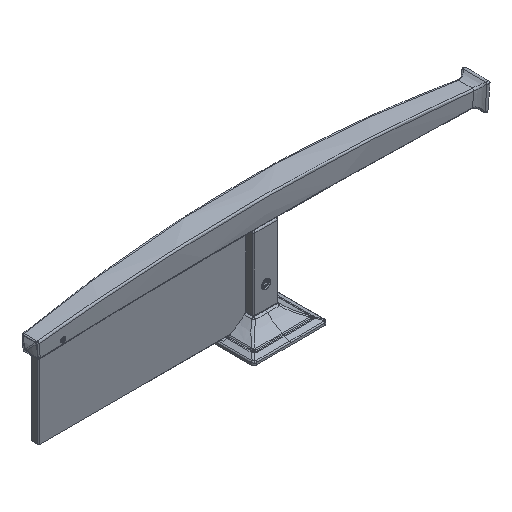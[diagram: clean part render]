
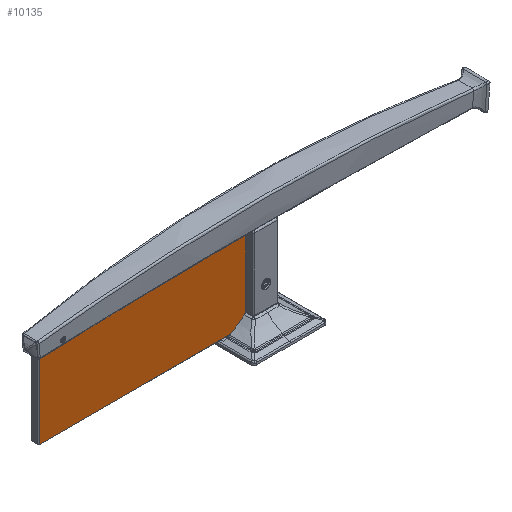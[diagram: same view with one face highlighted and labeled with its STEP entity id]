
A CAD part, isometric view. The second image highlights one B-rep face of the part: STEP entity #10135.
In plain terms, the highlighted planar face has unit normal (0, -1, 0).
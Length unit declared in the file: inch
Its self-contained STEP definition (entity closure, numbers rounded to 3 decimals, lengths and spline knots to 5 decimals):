
#9849=DIRECTION('',(-1.,0.,0.));
#9850=VECTOR('',#9849,6.25365);
#9851=CARTESIAN_POINT('',(-0.29243,-0.11875,1.331));
#9852=LINE('',#9851,#9850);
#9853=DIRECTION('',(0.707,0.,-0.707));
#9854=VECTOR('',#9853,0.01757);
#9855=CARTESIAN_POINT('',(-6.5585,-0.11875,1.34343));
#9856=LINE('',#9855,#9854);
#9857=DIRECTION('',(0.,0.,-1.));
#9858=VECTOR('',#9857,2.51757);
#9859=CARTESIAN_POINT('',(-6.5585,-0.11875,
3.861));
#9860=LINE('',#9859,#9858);
#9861=CARTESIAN_POINT('',(-6.3985,-0.11875,3.861));
#9862=DIRECTION('',(0.,-1.,0.));
#9863=DIRECTION('',(0.,0.,1.));
#9864=AXIS2_PLACEMENT_3D('',#9861,#9862,#9863);
#9866=DIRECTION('',(1.,0.,0.));
#9867=VECTOR('',#9866,5.9585);
#9868=CARTESIAN_POINT('',(-6.3985,-0.11875,
4.021));
#9869=LINE('',#9868,#9867);
#9870=CARTESIAN_POINT('',(-0.44,-0.11875,3.861));
#9871=DIRECTION('',(0.,1.,0.));
#9872=DIRECTION('',(0.,0.,1.));
#9873=AXIS2_PLACEMENT_3D('',#9870,#9871,#9872);
#9875=DIRECTION('',(0.,0.,-1.));
#9876=VECTOR('',#9875,2.51757);
#9877=CARTESIAN_POINT('',(-0.28,-0.11875,3.861));
#9878=LINE('',#9877,#9876);
#9879=DIRECTION('',(-0.707,0.,-0.707));
#9880=VECTOR('',#9879,0.01757);
#9881=CARTESIAN_POINT('',(-0.28,-0.11875,1.34343));
#9882=LINE('',#9881,#9880);
#9908=CARTESIAN_POINT('',(-6.54607,-0.11875,1.331));
#9910=VERTEX_POINT('',#9908);
#9911=CARTESIAN_POINT('',(-0.29243,-0.11875,1.331));
#9912=VERTEX_POINT('',#9911);
#9915=CARTESIAN_POINT('',(-6.5585,-0.11875,1.34343));
#9917=VERTEX_POINT('',#9915);
#9921=CARTESIAN_POINT('',(-6.5585,-0.11875,
3.861));
#9922=VERTEX_POINT('',#9921);
#9923=CARTESIAN_POINT('',(-6.3985,-0.11875,4.021));
#9924=VERTEX_POINT('',#9923);
#9927=CARTESIAN_POINT('',(-0.44,-0.11875,4.021));
#9928=VERTEX_POINT('',#9927);
#9929=CARTESIAN_POINT('',(-0.28,-0.11875,3.861));
#9930=VERTEX_POINT('',#9929);
#9931=CARTESIAN_POINT('',(-0.28,-0.11875,1.34343));
#9932=VERTEX_POINT('',#9931);
#10115=CARTESIAN_POINT('',(-0.25,-0.11875,1.301));
#10116=DIRECTION('',(0.,-1.,0.));
#10117=DIRECTION('',(-1.,0.,0.));
#10118=AXIS2_PLACEMENT_3D('',#10115,#10116,#10117);
#10119=PLANE('',#10118);
#10120=ORIENTED_EDGE('',*,*,#9982,.T.);
#10121=ORIENTED_EDGE('',*,*,#10000,.F.);
#10123=ORIENTED_EDGE('',*,*,#10122,.F.);
#10124=ORIENTED_EDGE('',*,*,#10105,.F.);
#10126=ORIENTED_EDGE('',*,*,#10125,.T.);
#10128=ORIENTED_EDGE('',*,*,#10127,.T.);
#10130=ORIENTED_EDGE('',*,*,#10129,.T.);
#10132=ORIENTED_EDGE('',*,*,#10131,.T.);
#10133=EDGE_LOOP('',(#10120,#10121,#10123,#10124,#10126,#10128,#10130,#10132));
#10134=FACE_OUTER_BOUND('',#10133,.F.);
#10135=ADVANCED_FACE('',(#10134),#10119,.T.);
#9865=CIRCLE('',#9864,0.16);
#9874=CIRCLE('',#9873,0.16);
#9982=EDGE_CURVE('',#9912,#9910,#9852,.T.);
#10000=EDGE_CURVE('',#9917,#9910,#9856,.T.);
#10105=EDGE_CURVE('',#9924,#9922,#9865,.T.);
#10122=EDGE_CURVE('',#9922,#9917,#9860,.T.);
#10125=EDGE_CURVE('',#9924,#9928,#9869,.T.);
#10127=EDGE_CURVE('',#9928,#9930,#9874,.T.);
#10129=EDGE_CURVE('',#9930,#9932,#9878,.T.);
#10131=EDGE_CURVE('',#9932,#9912,#9882,.T.);
